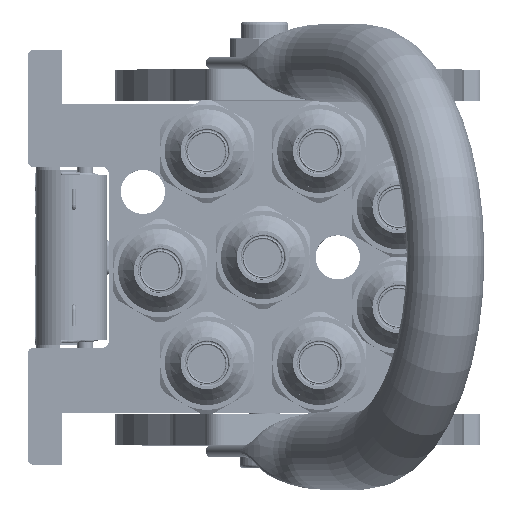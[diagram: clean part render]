
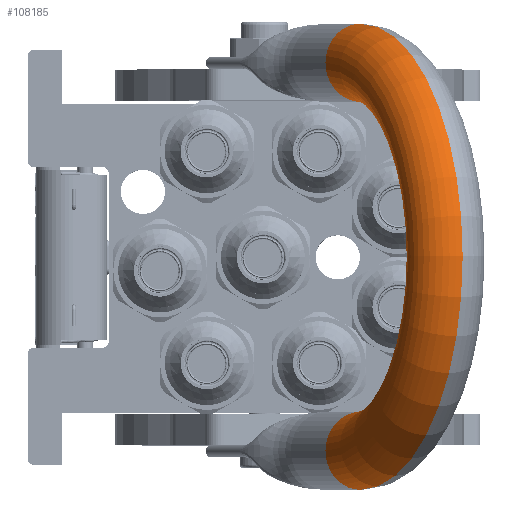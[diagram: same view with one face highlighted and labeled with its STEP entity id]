
A CAD part, top view. The second image highlights one B-rep face of the part: STEP entity #108185.
In plain terms, the highlighted toroidal (fillet/blend) face has major radius 62.25 mm and minor radius 12.5 mm.
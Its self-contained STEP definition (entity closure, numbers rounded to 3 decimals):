
#7764 = DIRECTION ( 'NONE',  ( -1., 0., 0. ) ) ;
#9385 = DIRECTION ( 'NONE',  ( 0., 0., -1. ) ) ;
#9684 = CIRCLE ( 'NONE', #78711, 12.5 ) ;
#11649 = CARTESIAN_POINT ( 'NONE',  ( 74.75, 0., 25.25 ) ) ;
#18188 = FACE_OUTER_BOUND ( 'NONE', #38997, .T. ) ;
#25115 = AXIS2_PLACEMENT_3D ( 'NONE', #89161, #9385, #108654 ) ;
#26880 = CIRCLE ( 'NONE', #109411, 74.75 ) ;
#38822 = VERTEX_POINT ( 'NONE', #83124 ) ;
#38997 = EDGE_LOOP ( 'NONE', ( #124302, #56741, #41827, #51480 ) ) ;
#41523 = AXIS2_PLACEMENT_3D ( 'NONE', #56349, #87517, #46804 ) ;
#41827 = ORIENTED_EDGE ( 'NONE', *, *, #43590, .F. ) ;
#43590 = EDGE_CURVE ( 'NONE', #38822, #66227, #26880, .T. ) ;
#46804 = DIRECTION ( 'NONE',  ( 1., 0., 0. ) ) ;
#51480 = ORIENTED_EDGE ( 'NONE', *, *, #95046, .T. ) ;
#51764 = EDGE_CURVE ( 'NONE', #66227, #58887, #53647, .T. ) ;
#51960 = CARTESIAN_POINT ( 'NONE',  ( 49.75, 0., 25.25 ) ) ;
#53647 = CIRCLE ( 'NONE', #25115, 12.5 ) ;
#56349 = CARTESIAN_POINT ( 'NONE',  ( 0., 0., 25.25 ) ) ;
#56741 = ORIENTED_EDGE ( 'NONE', *, *, #51764, .F. ) ;
#56794 = CARTESIAN_POINT ( 'NONE',  ( 0., 0., 25.25 ) ) ;
#57946 = DIRECTION ( 'NONE',  ( 0., 1., 0. ) ) ;
#58887 = VERTEX_POINT ( 'NONE', #51960 ) ;
#60097 = TOROIDAL_SURFACE ( 'NONE', #41523, 62.25, 12.5 ) ;
#62027 = EDGE_CURVE ( 'NONE', #65908, #58887, #69944, .T. ) ;
#65908 = VERTEX_POINT ( 'NONE', #117869 ) ;
#66227 = VERTEX_POINT ( 'NONE', #11649 ) ;
#69944 = CIRCLE ( 'NONE', #81453, 49.75 ) ;
#78711 = AXIS2_PLACEMENT_3D ( 'NONE', #87521, #126116, #7764 ) ;
#81453 = AXIS2_PLACEMENT_3D ( 'NONE', #127715, #57946, #127290 ) ;
#83124 = CARTESIAN_POINT ( 'NONE',  ( -74.75, 0., 25.25 ) ) ;
#87517 = DIRECTION ( 'NONE',  ( 0., 1., 0. ) ) ;
#87521 = CARTESIAN_POINT ( 'NONE',  ( -62.25, 0., 25.25 ) ) ;
#89161 = CARTESIAN_POINT ( 'NONE',  ( 62.25, 0., 25.25 ) ) ;
#95046 = EDGE_CURVE ( 'NONE', #38822, #65908, #9684, .T. ) ;
#96232 = DIRECTION ( 'NONE',  ( 0., 1., 0. ) ) ;
#106636 = DIRECTION ( 'NONE',  ( -1., 0., 0. ) ) ;
#108185 = ADVANCED_FACE ( 'NONE', ( #18188 ), #60097, .T. ) ;
#108654 = DIRECTION ( 'NONE',  ( 1., 0., 0. ) ) ;
#109411 = AXIS2_PLACEMENT_3D ( 'NONE', #56794, #96232, #106636 ) ;
#117869 = CARTESIAN_POINT ( 'NONE',  ( -49.75, 0., 25.25 ) ) ;
#124302 = ORIENTED_EDGE ( 'NONE', *, *, #62027, .T. ) ;
#126116 = DIRECTION ( 'NONE',  ( 0., 0., 1. ) ) ;
#127290 = DIRECTION ( 'NONE',  ( -1., 0., 0. ) ) ;
#127715 = CARTESIAN_POINT ( 'NONE',  ( 0., 0., 25.25 ) ) ;
